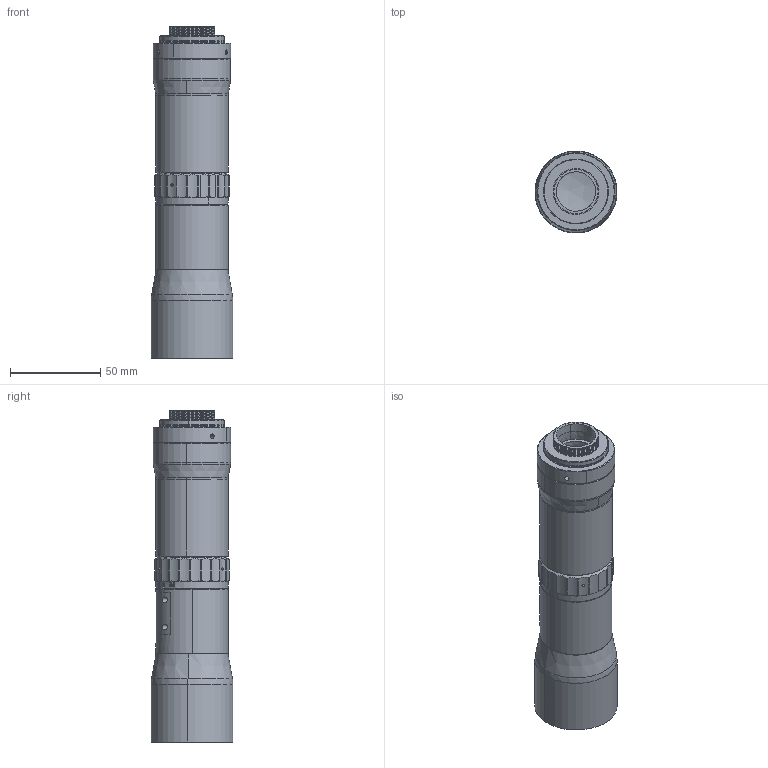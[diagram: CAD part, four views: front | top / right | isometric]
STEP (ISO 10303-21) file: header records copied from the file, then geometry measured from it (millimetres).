
FILE_DESCRIPTION (( 'STEP AP214' ), '1' );
FILE_NAME ('0.75x -3l xin20240719.STEP', '2024-07-19T07:43:07', ( '' ), ( '' ), 'SwSTEP 2.0', 'SolidWorks 2016', '' );
FILE_SCHEMA (( 'AUTOMOTIVE_DESIGN' ));
Length unit declared in the file: millimetre
Products named in the file (1): 0.75x -3l  xin20240719
Bounding box: 45.37 x 45.42 x 184.08 mm (x, y, z)
Volume: 142246.9 mm3; surface area: 108629.6 mm2
Topology: 48 solids, 48 shells, 1385 faces, 3357 edges, 2125 vertices
Faces by surface type: cylinder 637, plane 362, cone 304, bspline 65, torus 12, sphere 5
Entity records: 66661 total; most frequent: CARTESIAN_POINT 18122, DIRECTION 7077, ORIENTED_EDGE 6626, EDGE_CURVE 3313, AXIS2_PLACEMENT_3D 2838, VERTEX_POINT 2125, EDGE_LOOP 1596, CIRCLE 1517
